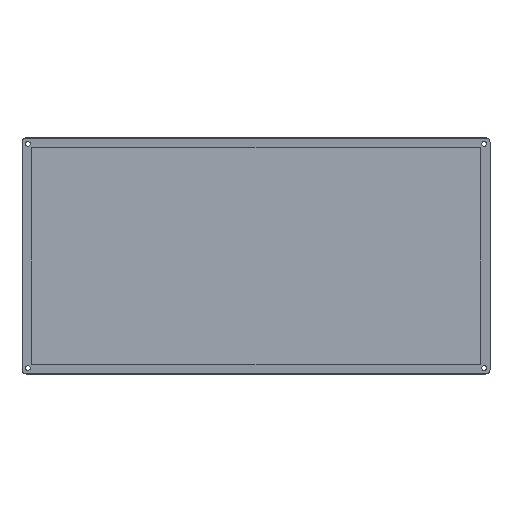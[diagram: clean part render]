
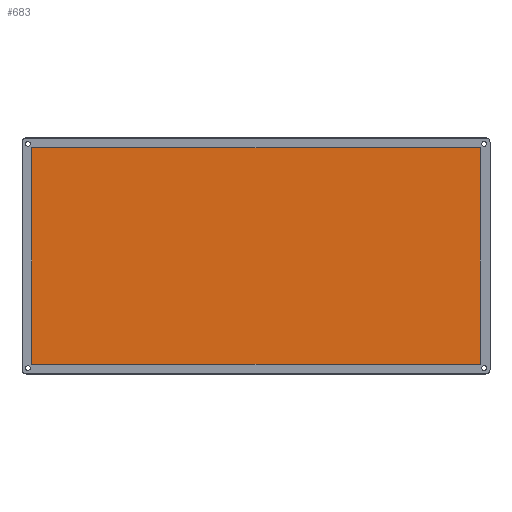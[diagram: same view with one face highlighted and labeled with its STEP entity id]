
A CAD part, top view. The second image highlights one B-rep face of the part: STEP entity #683.
In plain terms, the highlighted planar face has unit normal (0, 0, 1).
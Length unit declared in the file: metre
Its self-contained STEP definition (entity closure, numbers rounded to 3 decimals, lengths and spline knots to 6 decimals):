
#52=LINE('',#1073,#109);
#55=LINE('',#1079,#112);
#70=LINE('',#1117,#127);
#76=LINE('',#1128,#133);
#109=VECTOR('',#858,1.);
#112=VECTOR('',#863,1.);
#127=VECTOR('',#890,1.);
#133=VECTOR('',#898,1.);
#230=ORIENTED_EDGE('',*,*,#384,.F.);
#231=ORIENTED_EDGE('',*,*,#365,.T.);
#232=ORIENTED_EDGE('',*,*,#362,.T.);
#233=ORIENTED_EDGE('',*,*,#390,.F.);
#362=EDGE_CURVE('',#454,#453,#52,.T.);
#365=EDGE_CURVE('',#456,#454,#55,.T.);
#384=EDGE_CURVE('',#456,#472,#70,.T.);
#390=EDGE_CURVE('',#472,#453,#76,.T.);
#453=VERTEX_POINT('',#1072);
#454=VERTEX_POINT('',#1074);
#456=VERTEX_POINT('',#1080);
#472=VERTEX_POINT('',#1115);
#541=EDGE_LOOP('',(#230,#231,#232,#233));
#606=FACE_BOUND('',#541,.T.);
#655=PLANE('',#758);
#683=ADVANCED_FACE('',(#606),#655,.T.);
#758=AXIS2_PLACEMENT_3D('',#1143,#915,#916);
#858=DIRECTION('',(1.,0.,0.));
#863=DIRECTION('',(0.,-1.,0.));
#890=DIRECTION('',(1.,0.,0.));
#898=DIRECTION('',(0.,-1.,0.));
#915=DIRECTION('',(0.,0.,1.));
#916=DIRECTION('',(1.,0.,0.));
#1072=CARTESIAN_POINT('',(0.16285,-0.07865,0.003));
#1073=CARTESIAN_POINT('',(0.,-0.07865,0.003));
#1074=CARTESIAN_POINT('',(-0.16285,-0.07865,0.003));
#1079=CARTESIAN_POINT('',(-0.16285,0.,0.003));
#1080=CARTESIAN_POINT('',(-0.16285,0.07865,0.003));
#1115=CARTESIAN_POINT('',(0.16285,0.07865,0.003));
#1117=CARTESIAN_POINT('',(0.,0.07865,0.003));
#1128=CARTESIAN_POINT('',(0.16285,0.,0.003));
#1143=CARTESIAN_POINT('',(0.,0.,0.003));
